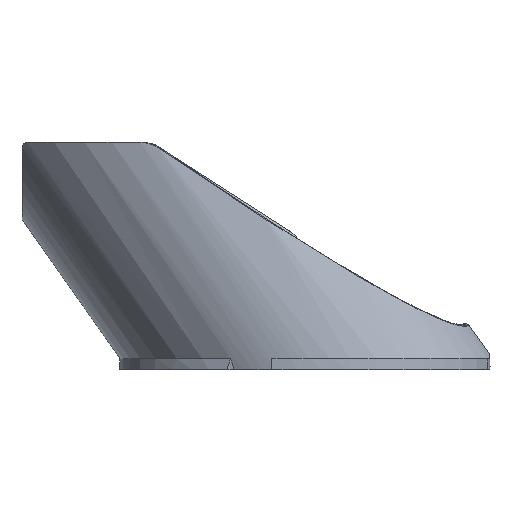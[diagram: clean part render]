
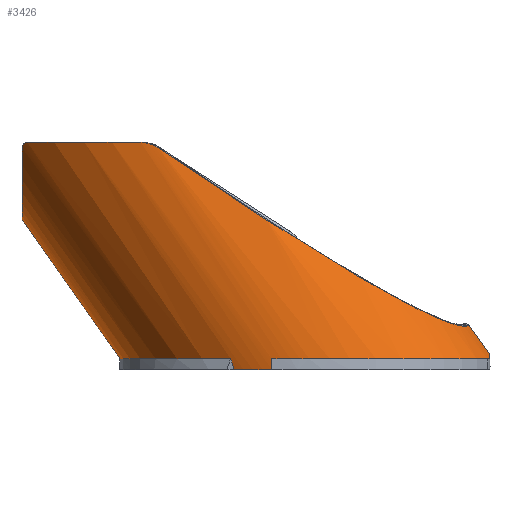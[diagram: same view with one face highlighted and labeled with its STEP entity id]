
A CAD part, left-side view. The second image highlights one B-rep face of the part: STEP entity #3426.
In plain terms, the highlighted cylindrical face has radius 14.5 mm (diameter 29 mm), a partial arc.
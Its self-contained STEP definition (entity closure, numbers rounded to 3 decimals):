
#202=ELLIPSE('',#3708,25.28,14.5);
#203=ELLIPSE('',#3709,17.701,14.5);
#204=ELLIPSE('',#3710,17.701,14.5);
#205=ELLIPSE('',#3711,17.701,14.5);
#206=ELLIPSE('',#3712,25.28,14.5);
#207=ELLIPSE('',#3713,17.701,14.5);
#208=ELLIPSE('',#3714,17.701,14.5);
#209=ELLIPSE('',#3715,42.395,14.5);
#210=ELLIPSE('',#3716,17.701,14.5);
#253=B_SPLINE_CURVE_WITH_KNOTS('',3,(#5945,#5946,#5947,#5948,#5949,#5950,
#5951,#5952,#5953,#5954,#5955,#5956),.UNSPECIFIED.,.F.,.F.,(4,2,2,2,2,4),
(0.235,0.248,0.274,0.302,
0.33,0.336),.UNSPECIFIED.);
#256=B_SPLINE_CURVE_WITH_KNOTS('',3,(#6090,#6091,#6092,#6093),
 .UNSPECIFIED.,.F.,.F.,(4,4),(8.481,8.583),
 .UNSPECIFIED.);
#257=B_SPLINE_CURVE_WITH_KNOTS('',3,(#6103,#6104,#6105,#6106,#6107,#6108,
#6109,#6110,#6111,#6112),.UNSPECIFIED.,.F.,.F.,(4,2,2,2,4),(1.491,
1.503,1.548,1.594,1.616),
 .UNSPECIFIED.);
#258=B_SPLINE_CURVE_WITH_KNOTS('',3,(#6118,#6119,#6120,#6121,#6122,#6123,
#6124,#6125),.UNSPECIFIED.,.F.,.F.,(4,2,2,4),(0.09,0.1,
0.2,0.255),.UNSPECIFIED.);
#306=CYLINDRICAL_SURFACE('',#3707,14.5);
#433=FACE_OUTER_BOUND('',#635,.T.);
#635=EDGE_LOOP('',(#2726,#2727,#2728,#2729,#2730,#2731,#2732,#2733,#2734,
#2735,#2736,#2737,#2738,#2739,#2740,#2741));
#893=LINE('',#6082,#1202);
#894=LINE('',#6086,#1203);
#895=LINE('',#6114,#1204);
#1202=VECTOR('',#4367,10.);
#1203=VECTOR('',#4370,10.);
#1204=VECTOR('',#4381,10.);
#1518=VERTEX_POINT('',#5943);
#1519=VERTEX_POINT('',#5944);
#1526=VERTEX_POINT('',#6079);
#1527=VERTEX_POINT('',#6081);
#1528=VERTEX_POINT('',#6083);
#1529=VERTEX_POINT('',#6085);
#1530=VERTEX_POINT('',#6087);
#1531=VERTEX_POINT('',#6089);
#1532=VERTEX_POINT('',#6094);
#1533=VERTEX_POINT('',#6096);
#1534=VERTEX_POINT('',#6098);
#1535=VERTEX_POINT('',#6100);
#1536=VERTEX_POINT('',#6102);
#1537=VERTEX_POINT('',#6113);
#1538=VERTEX_POINT('',#6115);
#1539=VERTEX_POINT('',#6117);
#1938=EDGE_CURVE('',#1518,#1519,#253,.T.);
#1948=EDGE_CURVE('',#1526,#1519,#202,.T.);
#1949=EDGE_CURVE('',#1527,#1526,#893,.T.);
#1950=EDGE_CURVE('',#1528,#1527,#203,.T.);
#1951=EDGE_CURVE('',#1529,#1528,#894,.T.);
#1952=EDGE_CURVE('',#1530,#1529,#204,.T.);
#1953=EDGE_CURVE('',#1531,#1530,#256,.T.);
#1954=EDGE_CURVE('',#1531,#1532,#205,.T.);
#1955=EDGE_CURVE('',#1533,#1532,#206,.T.);
#1956=EDGE_CURVE('',#1534,#1533,#207,.T.);
#1957=EDGE_CURVE('',#1535,#1534,#208,.T.);
#1958=EDGE_CURVE('',#1535,#1536,#257,.T.);
#1959=EDGE_CURVE('',#1537,#1536,#895,.T.);
#1960=EDGE_CURVE('',#1538,#1537,#209,.T.);
#1961=EDGE_CURVE('',#1538,#1539,#258,.T.);
#1962=EDGE_CURVE('',#1518,#1539,#210,.T.);
#2726=ORIENTED_EDGE('',*,*,#1938,.T.);
#2727=ORIENTED_EDGE('',*,*,#1948,.F.);
#2728=ORIENTED_EDGE('',*,*,#1949,.F.);
#2729=ORIENTED_EDGE('',*,*,#1950,.F.);
#2730=ORIENTED_EDGE('',*,*,#1951,.F.);
#2731=ORIENTED_EDGE('',*,*,#1952,.F.);
#2732=ORIENTED_EDGE('',*,*,#1953,.F.);
#2733=ORIENTED_EDGE('',*,*,#1954,.T.);
#2734=ORIENTED_EDGE('',*,*,#1955,.F.);
#2735=ORIENTED_EDGE('',*,*,#1956,.F.);
#2736=ORIENTED_EDGE('',*,*,#1957,.F.);
#2737=ORIENTED_EDGE('',*,*,#1958,.T.);
#2738=ORIENTED_EDGE('',*,*,#1959,.F.);
#2739=ORIENTED_EDGE('',*,*,#1960,.F.);
#2740=ORIENTED_EDGE('',*,*,#1961,.T.);
#2741=ORIENTED_EDGE('',*,*,#1962,.F.);
#3426=ADVANCED_FACE('',(#433),#306,.T.);
#3707=AXIS2_PLACEMENT_3D('',#6078,#4363,#4364);
#3708=AXIS2_PLACEMENT_3D('',#6080,#4365,#4366);
#3709=AXIS2_PLACEMENT_3D('',#6084,#4368,#4369);
#3710=AXIS2_PLACEMENT_3D('',#6088,#4371,#4372);
#3711=AXIS2_PLACEMENT_3D('',#6095,#4373,#4374);
#3712=AXIS2_PLACEMENT_3D('',#6097,#4375,#4376);
#3713=AXIS2_PLACEMENT_3D('',#6099,#4377,#4378);
#3714=AXIS2_PLACEMENT_3D('',#6101,#4379,#4380);
#3715=AXIS2_PLACEMENT_3D('',#6116,#4382,#4383);
#3716=AXIS2_PLACEMENT_3D('',#6126,#4384,#4385);
#4363=DIRECTION('center_axis',(0.,-0.574,
-0.819));
#4364=DIRECTION('ref_axis',(-0.966,0.212,-0.148));
#4365=DIRECTION('center_axis',(0.,1.,0.));
#4366=DIRECTION('ref_axis',(0.,0.,-1.));
#4367=DIRECTION('',(0.,0.574,0.819));
#4368=DIRECTION('center_axis',(0.,0.,
1.));
#4369=DIRECTION('ref_axis',(0.,1.,0.));
#4370=DIRECTION('',(0.,0.574,0.819));
#4371=DIRECTION('center_axis',(0.,0.,
-1.));
#4372=DIRECTION('ref_axis',(0.,1.,0.));
#4373=DIRECTION('center_axis',(0.,0.,
1.));
#4374=DIRECTION('ref_axis',(0.,1.,0.));
#4375=DIRECTION('center_axis',(0.,-1.,0.));
#4376=DIRECTION('ref_axis',(0.,0.,
-1.));
#4377=DIRECTION('center_axis',(0.,0.,
-1.));
#4378=DIRECTION('ref_axis',(0.,1.,0.));
#4379=DIRECTION('center_axis',(0.,0.,
-1.));
#4380=DIRECTION('ref_axis',(0.,1.,0.));
#4381=DIRECTION('',(0.,-0.574,-0.819));
#4382=DIRECTION('center_axis',(-0.243,-0.547,0.801));
#4383=DIRECTION('ref_axis',(0.089,0.81,0.58));
#4384=DIRECTION('center_axis',(0.,0.,
1.));
#4385=DIRECTION('ref_axis',(0.,1.,0.));
#5943=CARTESIAN_POINT('',(-37.164,-39.726,150.828));
#5944=CARTESIAN_POINT('',(-36.457,-39.226,150.328));
#5945=CARTESIAN_POINT('Ctrl Pts',(-37.164,-39.726,150.828));
#5946=CARTESIAN_POINT('Ctrl Pts',(-37.137,-39.691,150.828));
#5947=CARTESIAN_POINT('Ctrl Pts',(-37.108,-39.657,150.824));
#5948=CARTESIAN_POINT('Ctrl Pts',(-37.015,-39.554,150.803));
#5949=CARTESIAN_POINT('Ctrl Pts',(-36.947,-39.491,150.774));
#5950=CARTESIAN_POINT('Ctrl Pts',(-36.819,-39.386,150.7));
#5951=CARTESIAN_POINT('Ctrl Pts',(-36.747,-39.336,150.649));
#5952=CARTESIAN_POINT('Ctrl Pts',(-36.61,-39.261,150.526));
#5953=CARTESIAN_POINT('Ctrl Pts',(-36.544,-39.236,150.454));
#5954=CARTESIAN_POINT('Ctrl Pts',(-36.479,-39.227,150.363));
#5955=CARTESIAN_POINT('Ctrl Pts',(-36.468,-39.226,150.346));
#5956=CARTESIAN_POINT('Ctrl Pts',(-36.457,-39.226,150.328));
#6078=CARTESIAN_POINT('Origin',(-26.641,-48.92,155.091));
#6079=CARTESIAN_POINT('',(-23.11,-39.226,144.415));
#6080=CARTESIAN_POINT('Origin',(-26.641,-39.226,168.934));
#6081=CARTESIAN_POINT('',(-23.11,-43.138,138.828));
#6082=CARTESIAN_POINT('',(-23.11,-37.399,147.024));
#6083=CARTESIAN_POINT('',(-23.1,-43.141,138.828));
#6084=CARTESIAN_POINT('Origin',(-26.641,-60.307,138.828));
#6085=CARTESIAN_POINT('',(-23.1,-48.882,130.63));
#6086=CARTESIAN_POINT('',(-23.1,-37.401,147.026));
#6087=CARTESIAN_POINT('',(-39.833,-58.701,130.63));
#6088=CARTESIAN_POINT('Origin',(-26.641,-66.047,130.63));
#6089=CARTESIAN_POINT('',(-39.696,-59.044,129.63));
#6090=CARTESIAN_POINT('Ctrl Pts',(-39.696,-59.044,129.63));
#6091=CARTESIAN_POINT('Ctrl Pts',(-39.746,-58.937,129.966));
#6092=CARTESIAN_POINT('Ctrl Pts',(-39.792,-58.823,130.3));
#6093=CARTESIAN_POINT('Ctrl Pts',(-39.833,-58.701,130.63));
#6094=CARTESIAN_POINT('',(-40.727,-62.55,129.63));
#6095=CARTESIAN_POINT('Origin',(-26.641,-66.747,129.63));
#6096=CARTESIAN_POINT('',(-40.855,-62.55,130.63));
#6097=CARTESIAN_POINT('Origin',(-26.641,-62.55,135.624));
#6098=CARTESIAN_POINT('',(-41.141,-66.047,130.63));
#6099=CARTESIAN_POINT('Origin',(-26.641,-66.047,130.63));
#6100=CARTESIAN_POINT('',(-31.549,-82.703,130.63));
#6101=CARTESIAN_POINT('Origin',(-26.641,-66.047,130.63));
#6102=CARTESIAN_POINT('',(-30.347,-82.907,130.993));
#6103=CARTESIAN_POINT('Ctrl Pts',(-31.549,-82.703,130.63));
#6104=CARTESIAN_POINT('Ctrl Pts',(-31.511,-82.72,130.63));
#6105=CARTESIAN_POINT('Ctrl Pts',(-31.474,-82.735,130.632));
#6106=CARTESIAN_POINT('Ctrl Pts',(-31.297,-82.803,130.643));
#6107=CARTESIAN_POINT('Ctrl Pts',(-31.141,-82.847,130.671));
#6108=CARTESIAN_POINT('Ctrl Pts',(-30.832,-82.903,130.761));
#6109=CARTESIAN_POINT('Ctrl Pts',(-30.679,-82.914,130.822));
#6110=CARTESIAN_POINT('Ctrl Pts',(-30.477,-82.914,130.921));
#6111=CARTESIAN_POINT('Ctrl Pts',(-30.412,-82.912,130.955));
#6112=CARTESIAN_POINT('Ctrl Pts',(-30.347,-82.907,130.993));
#6113=CARTESIAN_POINT('',(-30.347,-80.965,133.765));
#6114=CARTESIAN_POINT('',(-30.347,-60.403,163.131));
#6115=CARTESIAN_POINT('',(-41.138,-51.935,150.33));
#6116=CARTESIAN_POINT('Origin',(-26.641,-46.632,158.358));
#6117=CARTESIAN_POINT('',(-41.083,-50.321,150.828));
#6118=CARTESIAN_POINT('Ctrl Pts',(-41.138,-51.935,150.33));
#6119=CARTESIAN_POINT('Ctrl Pts',(-41.138,-51.906,150.35));
#6120=CARTESIAN_POINT('Ctrl Pts',(-41.138,-51.877,150.369));
#6121=CARTESIAN_POINT('Ctrl Pts',(-41.135,-51.548,150.577));
#6122=CARTESIAN_POINT('Ctrl Pts',(-41.129,-51.21,150.706));
#6123=CARTESIAN_POINT('Ctrl Pts',(-41.107,-50.704,150.808));
#6124=CARTESIAN_POINT('Ctrl Pts',(-41.097,-50.514,150.828));
#6125=CARTESIAN_POINT('Ctrl Pts',(-41.083,-50.321,150.828));
#6126=CARTESIAN_POINT('Origin',(-26.641,-51.904,150.828));
